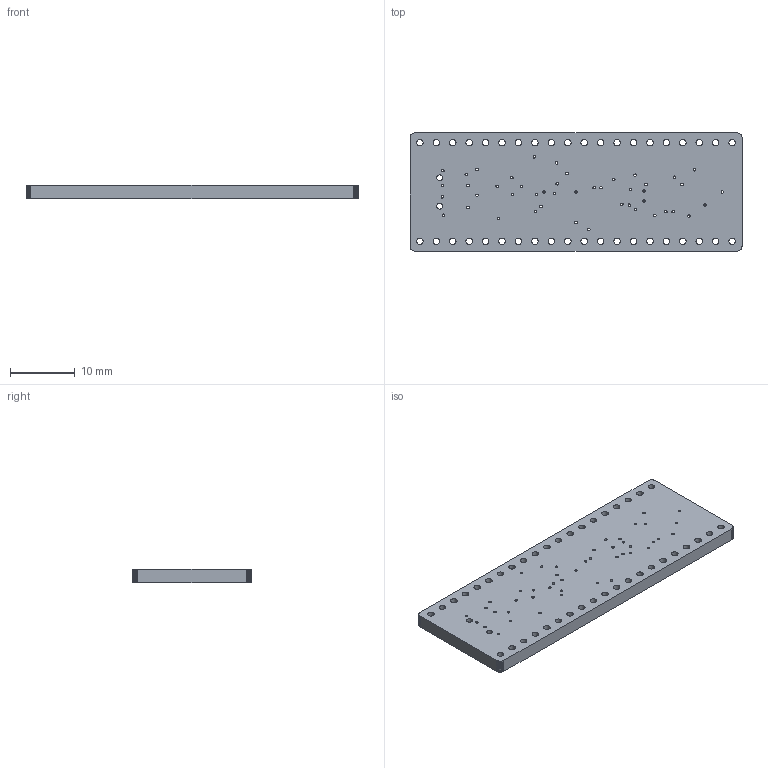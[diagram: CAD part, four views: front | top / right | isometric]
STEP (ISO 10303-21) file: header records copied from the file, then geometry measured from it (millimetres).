
FILE_DESCRIPTION(('for SolidWorks'),'2;1');
FILE_NAME('STM32F103C8T6.step' ,'2025-06-23T07:39:00',('murat'),(''), 'Open CASCADE STEP processor 6.6','DipTrace','Unknown');
FILE_SCHEMA(('AUTOMOTIVE_DESIGN { 1 0 10303 214 1 1 1 1 }'));
Length unit declared in the file: millimetre
Products named in the file (2): PCB_STM32F103C8T6; Board_STM32F103C8T6
Assembly tree (1 placements, depth 2):
  PCB_STM32F103C8T6
    Board_STM32F103C8T6
Bounding box: 51.31 x 18.29 x 2.08 mm (x, y, z)
Volume: 1867.8 mm3; surface area: 2475.7 mm2
Topology: 1 solids, 1 shells, 134 faces, 396 edges, 264 vertices
Faces by surface type: cylinder 88, plane 46
Full cylindrical faces by diameter (mm): 0.381 x46, 0.9 x2, 1.016 x40
Entity records: 4945 total; most frequent: DIRECTION 844, CARTESIAN_POINT 796, ORIENTED_EDGE 792, EDGE_CURVE 396, AXIS2_PLACEMENT_3D 312, FACE_BOUND 310, EDGE_LOOP 310, VERTEX_POINT 264
